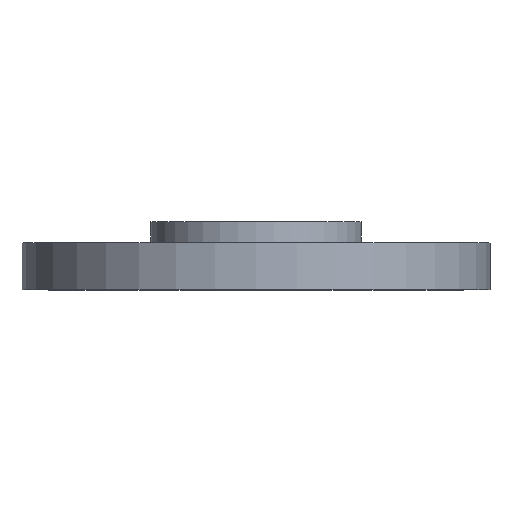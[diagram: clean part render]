
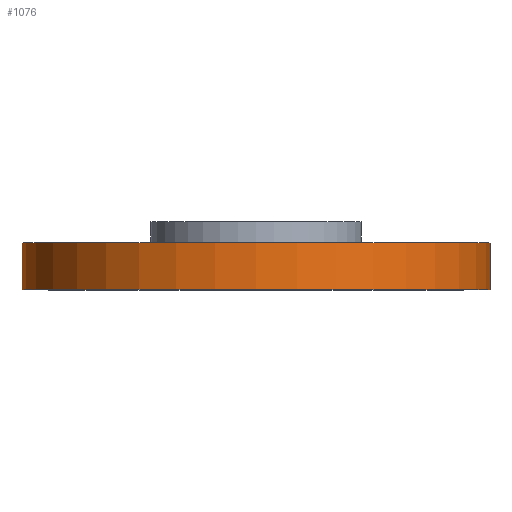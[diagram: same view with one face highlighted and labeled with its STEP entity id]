
A CAD part, top view. The second image highlights one B-rep face of the part: STEP entity #1076.
In plain terms, the highlighted cylindrical face has radius 10 mm (diameter 20 mm), a full revolution.
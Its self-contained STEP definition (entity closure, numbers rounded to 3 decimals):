
#93=FACE_OUTER_BOUND('',#157,.T.);
#157=EDGE_LOOP('',(#951,#952,#953,#954));
#180=CIRCLE('',#1146,10.);
#185=CIRCLE('',#1162,10.);
#328=LINE('',#5104,#367);
#367=VECTOR('',#1344,10.);
#472=VERTEX_POINT('',#3145);
#477=VERTEX_POINT('',#5103);
#610=EDGE_CURVE('',#472,#472,#180,.T.);
#641=EDGE_CURVE('',#472,#477,#328,.T.);
#642=EDGE_CURVE('',#477,#477,#185,.T.);
#951=ORIENTED_EDGE('',*,*,#610,.F.);
#952=ORIENTED_EDGE('',*,*,#641,.T.);
#953=ORIENTED_EDGE('',*,*,#642,.T.);
#954=ORIENTED_EDGE('',*,*,#641,.F.);
#1019=CYLINDRICAL_SURFACE('',#1161,10.);
#1076=ADVANCED_FACE('',(#93),#1019,.T.);
#1146=AXIS2_PLACEMENT_3D('',#3146,#1310,#1311);
#1161=AXIS2_PLACEMENT_3D('',#5102,#1342,#1343);
#1162=AXIS2_PLACEMENT_3D('',#5105,#1345,#1346);
#1310=DIRECTION('center_axis',(0.,1.,0.));
#1311=DIRECTION('ref_axis',(1.,0.,0.));
#1342=DIRECTION('center_axis',(0.,1.,0.));
#1343=DIRECTION('ref_axis',(1.,0.,0.));
#1344=DIRECTION('',(0.,-1.,0.));
#1345=DIRECTION('center_axis',(0.,1.,0.));
#1346=DIRECTION('ref_axis',(1.,0.,0.));
#3145=CARTESIAN_POINT('',(-10.,2.,0.));
#3146=CARTESIAN_POINT('Origin',(0.,2.,0.));
#5102=CARTESIAN_POINT('Origin',(0.,0.,0.));
#5103=CARTESIAN_POINT('',(-10.,0.,0.));
#5104=CARTESIAN_POINT('',(-10.,0.,0.));
#5105=CARTESIAN_POINT('Origin',(0.,0.,0.));
